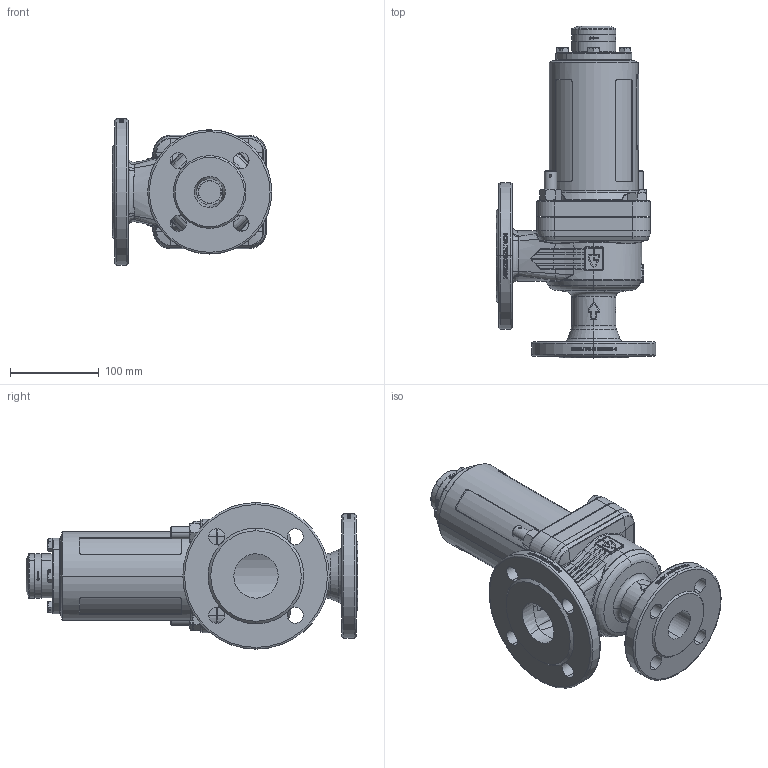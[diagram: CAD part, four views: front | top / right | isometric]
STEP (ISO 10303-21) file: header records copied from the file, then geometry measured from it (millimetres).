
FILE_DESCRIPTION (( 'STEP AP214' ), '1' );
FILE_NAME ('455TGFO_32_FLFL_3250_MD.STEP', '2020-07-09T08:35:05', ( '' ), ( '' ), 'SwSTEP 2.0', 'SolidWorks 2018', '' );
FILE_SCHEMA (( 'AUTOMOTIVE_DESIGN' ));
Length unit declared in the file: millimetre
Products named in the file (2): 455TGFO_32_FLFL_3250_MD
Bounding box: 180 x 374.3 x 165 mm (x, y, z)
Volume: 1503319.3 mm3; surface area: 390603.5 mm2
Topology: 15 solids, 15 shells, 1733 faces, 4754 edges, 3220 vertices
Faces by surface type: bspline 519, plane 486, cylinder 432, cone 199, torus 92, sphere 5
Entity records: 129829 total; most frequent: CARTESIAN_POINT 70247, ORIENTED_EDGE 9460, DIRECTION 6863, EDGE_CURVE 4730, VERTEX_POINT 3219, AXIS2_PLACEMENT_3D 2723, EDGE_LOOP 1985, B_SPLINE_CURVE_WITH_KNOTS 1784
